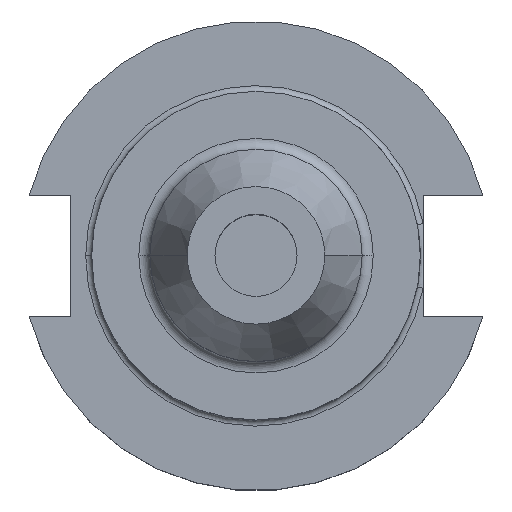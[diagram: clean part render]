
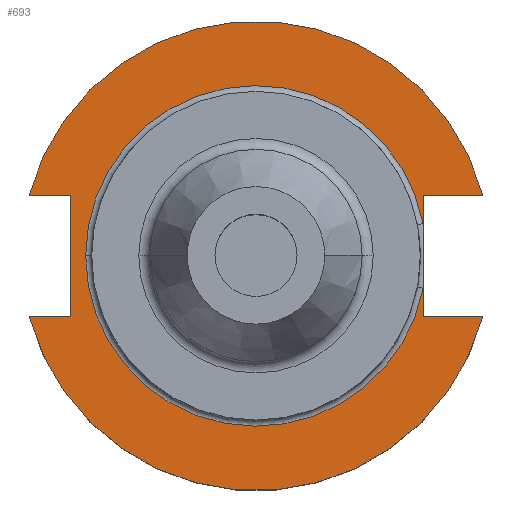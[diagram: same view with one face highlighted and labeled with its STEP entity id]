
A CAD part, top view. The second image highlights one B-rep face of the part: STEP entity #693.
In plain terms, the highlighted planar face has unit normal (0, 0, 1).
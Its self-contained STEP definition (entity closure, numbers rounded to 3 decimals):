
#12 = VERTEX_POINT ( 'NONE', #78 ) ;
#19 = CARTESIAN_POINT ( 'NONE',  ( 30.675, -8.191, 19.05 ) ) ;
#48 = CARTESIAN_POINT ( 'NONE',  ( -30.675, -8.191, 19.05 ) ) ;
#78 = CARTESIAN_POINT ( 'NONE',  ( 30.675, 8.191, 19.05 ) ) ;
#82 = CIRCLE ( 'NONE', #353, 31.75 ) ;
#89 = VERTEX_POINT ( 'NONE', #1107 ) ;
#92 = CARTESIAN_POINT ( 'NONE',  ( 0., 0., 19.05 ) ) ;
#101 = CARTESIAN_POINT ( 'NONE',  ( 0., 0., 19.05 ) ) ;
#110 = ORIENTED_EDGE ( 'NONE', *, *, #1516, .T. ) ;
#156 = VERTEX_POINT ( 'NONE', #19 ) ;
#199 = CARTESIAN_POINT ( 'NONE',  ( -61.091, -8.191, 19.05 ) ) ;
#237 = VECTOR ( 'NONE', #332, 1000. ) ;
#251 = CARTESIAN_POINT ( 'NONE',  ( 0., 0., 19.05 ) ) ;
#274 = AXIS2_PLACEMENT_3D ( 'NONE', #1518, #725, #1668 ) ;
#280 = LINE ( 'NONE', #1134, #237 ) ;
#293 = DIRECTION ( 'NONE',  ( -1., 0., 0. ) ) ;
#332 = DIRECTION ( 'NONE',  ( 1., 0., 0. ) ) ;
#333 = CARTESIAN_POINT ( 'NONE',  ( 22.606, 22.225, 19.05 ) ) ;
#338 = EDGE_CURVE ( 'NONE', #1492, #156, #82, .T. ) ;
#345 = CARTESIAN_POINT ( 'NONE',  ( -25.091, 8.191, 19.05 ) ) ;
#353 = AXIS2_PLACEMENT_3D ( 'NONE', #251, #1185, #385 ) ;
#358 = CARTESIAN_POINT ( 'NONE',  ( 22.606, 8.191, 19.05 ) ) ;
#385 = DIRECTION ( 'NONE',  ( 1., 0., 0. ) ) ;
#388 = CARTESIAN_POINT ( 'NONE',  ( -23.025, 0., 19.05 ) ) ;
#416 = ORIENTED_EDGE ( 'NONE', *, *, #625, .T. ) ;
#418 = EDGE_CURVE ( 'NONE', #89, #1284, #280, .T. ) ;
#428 = DIRECTION ( 'NONE',  ( -1., 0., 0. ) ) ;
#449 = ORIENTED_EDGE ( 'NONE', *, *, #1353, .F. ) ;
#456 = VECTOR ( 'NONE', #457, 1000. ) ;
#457 = DIRECTION ( 'NONE',  ( 0., 1., 0. ) ) ;
#467 = DIRECTION ( 'NONE',  ( 1., 0., 0. ) ) ;
#475 = EDGE_CURVE ( 'NONE', #12, #89, #1572, .T. ) ;
#502 = LINE ( 'NONE', #333, #456 ) ;
#527 = ORIENTED_EDGE ( 'NONE', *, *, #657, .F. ) ;
#559 = CARTESIAN_POINT ( 'NONE',  ( -25.091, -8.191, 19.05 ) ) ;
#579 = AXIS2_PLACEMENT_3D ( 'NONE', #92, #724, #293 ) ;
#625 = EDGE_CURVE ( 'NONE', #1699, #1366, #1582, .T. ) ;
#632 = VECTOR ( 'NONE', #1692, 1000. ) ;
#657 = EDGE_CURVE ( 'NONE', #12, #1410, #816, .T. ) ;
#668 = ORIENTED_EDGE ( 'NONE', *, *, #418, .T. ) ;
#693 = ADVANCED_FACE ( 'NONE', ( #1481 ), #1238, .F. ) ;
#694 = VECTOR ( 'NONE', #467, 1000. ) ;
#724 = DIRECTION ( 'NONE',  ( 0., 0., -1. ) ) ;
#725 = DIRECTION ( 'NONE',  ( 0., 0., -1. ) ) ;
#743 = VERTEX_POINT ( 'NONE', #559 ) ;
#761 = DIRECTION ( 'NONE',  ( 1., 0., 0. ) ) ;
#778 = DIRECTION ( 'NONE',  ( 1., 0., 0. ) ) ;
#788 = VERTEX_POINT ( 'NONE', #1713 ) ;
#789 = LINE ( 'NONE', #345, #1415 ) ;
#816 = LINE ( 'NONE', #1489, #1534 ) ;
#897 = ORIENTED_EDGE ( 'NONE', *, *, #1395, .T. ) ;
#918 = DIRECTION ( 'NONE',  ( 0., 0., 1. ) ) ;
#949 = LINE ( 'NONE', #1026, #1261 ) ;
#952 = ORIENTED_EDGE ( 'NONE', *, *, #338, .T. ) ;
#990 = LINE ( 'NONE', #1021, #632 ) ;
#1002 = CARTESIAN_POINT ( 'NONE',  ( 22.606, 4.373, 19.05 ) ) ;
#1011 = CARTESIAN_POINT ( 'NONE',  ( -25.091, 8.191, 19.05 ) ) ;
#1021 = CARTESIAN_POINT ( 'NONE',  ( 22.606, 22.225, 19.05 ) ) ;
#1026 = CARTESIAN_POINT ( 'NONE',  ( 0., -8.191, 19.05 ) ) ;
#1073 = ORIENTED_EDGE ( 'NONE', *, *, #475, .T. ) ;
#1100 = CARTESIAN_POINT ( 'NONE',  ( 0., 22.225, 19.05 ) ) ;
#1107 = CARTESIAN_POINT ( 'NONE',  ( -30.675, 8.191, 19.05 ) ) ;
#1134 = CARTESIAN_POINT ( 'NONE',  ( -61.091, 8.191, 19.05 ) ) ;
#1144 = DIRECTION ( 'NONE',  ( 0., -1., 0. ) ) ;
#1180 = CIRCLE ( 'NONE', #274, 23.025 ) ;
#1185 = DIRECTION ( 'NONE',  ( 0., 0., 1. ) ) ;
#1228 = DIRECTION ( 'NONE',  ( 0., 0., -1. ) ) ;
#1231 = EDGE_LOOP ( 'NONE', ( #110, #1626, #416, #897, #527, #1073, #668, #1291, #449, #952, #1547 ) ) ;
#1238 = PLANE ( 'NONE',  #1468 ) ;
#1261 = VECTOR ( 'NONE', #761, 1000. ) ;
#1284 = VERTEX_POINT ( 'NONE', #1011 ) ;
#1291 = ORIENTED_EDGE ( 'NONE', *, *, #1345, .T. ) ;
#1338 = AXIS2_PLACEMENT_3D ( 'NONE', #101, #918, #778 ) ;
#1345 = EDGE_CURVE ( 'NONE', #1284, #743, #789, .T. ) ;
#1353 = EDGE_CURVE ( 'NONE', #1492, #743, #1452, .T. ) ;
#1366 = VERTEX_POINT ( 'NONE', #1002 ) ;
#1395 = EDGE_CURVE ( 'NONE', #1366, #1410, #990, .T. ) ;
#1410 = VERTEX_POINT ( 'NONE', #358 ) ;
#1415 = VECTOR ( 'NONE', #1144, 1000. ) ;
#1432 = EDGE_CURVE ( 'NONE', #788, #156, #949, .T. ) ;
#1452 = LINE ( 'NONE', #199, #694 ) ;
#1468 = AXIS2_PLACEMENT_3D ( 'NONE', #1100, #1228, #428 ) ;
#1481 = FACE_OUTER_BOUND ( 'NONE', #1231, .T. ) ;
#1484 = EDGE_CURVE ( 'NONE', #1614, #1699, #1180, .T. ) ;
#1489 = CARTESIAN_POINT ( 'NONE',  ( 0., 8.191, 19.05 ) ) ;
#1492 = VERTEX_POINT ( 'NONE', #48 ) ;
#1516 = EDGE_CURVE ( 'NONE', #788, #1614, #502, .T. ) ;
#1518 = CARTESIAN_POINT ( 'NONE',  ( 0., 0., 19.05 ) ) ;
#1534 = VECTOR ( 'NONE', #1633, 1000. ) ;
#1547 = ORIENTED_EDGE ( 'NONE', *, *, #1432, .F. ) ;
#1572 = CIRCLE ( 'NONE', #1338, 31.75 ) ;
#1582 = CIRCLE ( 'NONE', #579, 23.025 ) ;
#1614 = VERTEX_POINT ( 'NONE', #1691 ) ;
#1626 = ORIENTED_EDGE ( 'NONE', *, *, #1484, .T. ) ;
#1633 = DIRECTION ( 'NONE',  ( -1., 0., 0. ) ) ;
#1668 = DIRECTION ( 'NONE',  ( -1., 0., 0. ) ) ;
#1691 = CARTESIAN_POINT ( 'NONE',  ( 22.606, -4.373, 19.05 ) ) ;
#1692 = DIRECTION ( 'NONE',  ( 0., 1., 0. ) ) ;
#1699 = VERTEX_POINT ( 'NONE', #388 ) ;
#1713 = CARTESIAN_POINT ( 'NONE',  ( 22.606, -8.191, 19.05 ) ) ;
